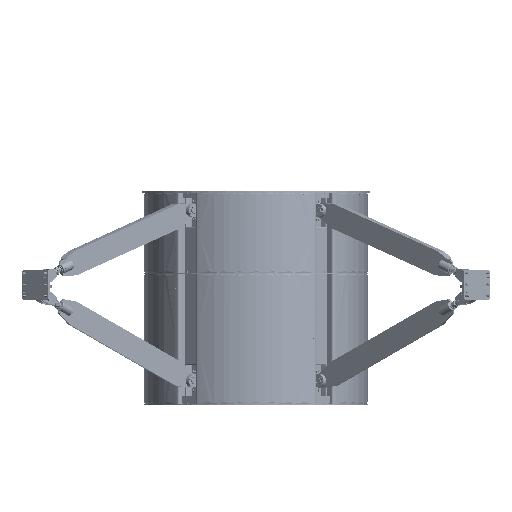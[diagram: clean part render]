
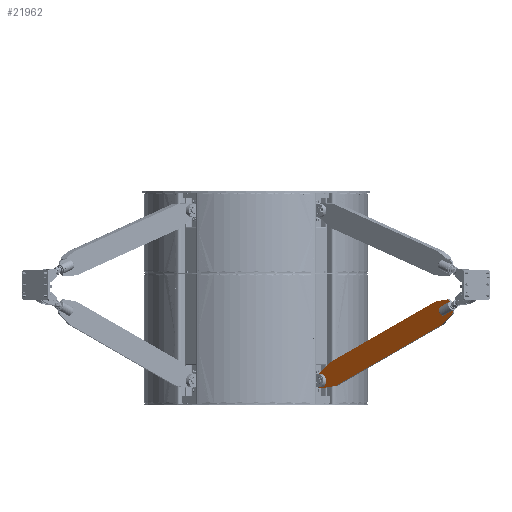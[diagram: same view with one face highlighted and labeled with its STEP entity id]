
A CAD part, left-side view. The second image highlights one B-rep face of the part: STEP entity #21962.
In plain terms, the highlighted face is planar.
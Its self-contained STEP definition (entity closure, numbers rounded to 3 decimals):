
#3016=FACE_BOUND('',#7578,.T.);
#3776=CIRCLE('',#23827,25.);
#3777=CIRCLE('',#23828,60.);
#3778=CIRCLE('',#23829,25.);
#3779=CIRCLE('',#23830,53.);
#5459=FACE_OUTER_BOUND('',#7577,.T.);
#7577=EDGE_LOOP('',(#19444,#19445,#19446,#19447,#19448,#19449,#19450,#19451,
#19452,#19453,#19454,#19455,#19456,#19457));
#7578=EDGE_LOOP('',(#19458));
#9088=LINE('',#56423,#10342);
#9091=LINE('',#56448,#10345);
#9092=LINE('',#56450,#10346);
#9093=LINE('',#56452,#10347);
#9094=LINE('',#56454,#10348);
#9095=LINE('',#56456,#10349);
#9096=LINE('',#56459,#10350);
#9097=LINE('',#56461,#10351);
#9098=LINE('',#56465,#10352);
#9099=LINE('',#56467,#10353);
#9100=LINE('',#56469,#10354);
#10342=VECTOR('',#28486,1299.);
#10345=VECTOR('',#28509,1.394);
#10346=VECTOR('',#28510,119.012);
#10347=VECTOR('',#28511,80.);
#10348=VECTOR('',#28512,119.027);
#10349=VECTOR('',#28513,1.393);
#10350=VECTOR('',#28516,136.108);
#10351=VECTOR('',#28517,162.114);
#10352=VECTOR('',#28520,162.114);
#10353=VECTOR('',#28521,1299.);
#10354=VECTOR('',#28522,136.108);
#12149=VERTEX_POINT('',#56419);
#12151=VERTEX_POINT('',#56422);
#12162=VERTEX_POINT('',#56446);
#12163=VERTEX_POINT('',#56447);
#12164=VERTEX_POINT('',#56449);
#12165=VERTEX_POINT('',#56451);
#12166=VERTEX_POINT('',#56453);
#12167=VERTEX_POINT('',#56455);
#12168=VERTEX_POINT('',#56457);
#12169=VERTEX_POINT('',#56460);
#12170=VERTEX_POINT('',#56462);
#12171=VERTEX_POINT('',#56464);
#12172=VERTEX_POINT('',#56466);
#12173=VERTEX_POINT('',#56468);
#12174=VERTEX_POINT('',#56471);
#14683=EDGE_CURVE('',#12149,#12151,#9088,.T.);
#14695=EDGE_CURVE('',#12162,#12163,#9091,.F.);
#14696=EDGE_CURVE('',#12162,#12164,#9092,.T.);
#14697=EDGE_CURVE('',#12164,#12165,#9093,.T.);
#14698=EDGE_CURVE('',#12166,#12165,#9094,.T.);
#14699=EDGE_CURVE('',#12167,#12166,#9095,.F.);
#14700=EDGE_CURVE('',#12168,#12167,#3776,.T.);
#14701=EDGE_CURVE('',#12151,#12168,#9096,.T.);
#14702=EDGE_CURVE('',#12169,#12149,#9097,.T.);
#14703=EDGE_CURVE('',#12170,#12169,#3777,.T.);
#14704=EDGE_CURVE('',#12171,#12170,#9098,.F.);
#14705=EDGE_CURVE('',#12172,#12171,#9099,.T.);
#14706=EDGE_CURVE('',#12173,#12172,#9100,.F.);
#14707=EDGE_CURVE('',#12163,#12173,#3778,.T.);
#14708=EDGE_CURVE('',#12174,#12174,#3779,.T.);
#19444=ORIENTED_EDGE('',*,*,#14695,.F.);
#19445=ORIENTED_EDGE('',*,*,#14696,.T.);
#19446=ORIENTED_EDGE('',*,*,#14697,.T.);
#19447=ORIENTED_EDGE('',*,*,#14698,.F.);
#19448=ORIENTED_EDGE('',*,*,#14699,.F.);
#19449=ORIENTED_EDGE('',*,*,#14700,.F.);
#19450=ORIENTED_EDGE('',*,*,#14701,.F.);
#19451=ORIENTED_EDGE('',*,*,#14683,.F.);
#19452=ORIENTED_EDGE('',*,*,#14702,.F.);
#19453=ORIENTED_EDGE('',*,*,#14703,.F.);
#19454=ORIENTED_EDGE('',*,*,#14704,.F.);
#19455=ORIENTED_EDGE('',*,*,#14705,.F.);
#19456=ORIENTED_EDGE('',*,*,#14706,.F.);
#19457=ORIENTED_EDGE('',*,*,#14707,.F.);
#19458=ORIENTED_EDGE('',*,*,#14708,.T.);
#20917=PLANE('',#23826);
#21962=ADVANCED_FACE('',(#5459,#3016),#20917,.F.);
#23826=AXIS2_PLACEMENT_3D('',#56445,#28507,#28508);
#23827=AXIS2_PLACEMENT_3D('',#56458,#28514,#28515);
#23828=AXIS2_PLACEMENT_3D('',#56463,#28518,#28519);
#23829=AXIS2_PLACEMENT_3D('',#56470,#28523,#28524);
#23830=AXIS2_PLACEMENT_3D('',#56472,#28525,#28526);
#28486=DIRECTION('',(0.,1.,0.));
#28507=DIRECTION('center_axis',(0.,0.,1.));
#28508=DIRECTION('ref_axis',(1.,0.,0.));
#28509=DIRECTION('',(0.707,-0.707,0.));
#28510=DIRECTION('',(0.,-1.,0.));
#28511=DIRECTION('',(1.,0.,0.));
#28512=DIRECTION('',(0.,-1.,0.));
#28513=DIRECTION('',(0.718,0.696,0.));
#28514=DIRECTION('center_axis',(0.,0.,1.));
#28515=DIRECTION('ref_axis',(-1.,0.,0.));
#28516=DIRECTION('',(-0.259,0.966,0.));
#28517=DIRECTION('',(0.259,0.966,0.));
#28518=DIRECTION('center_axis',(0.,0.,1.));
#28519=DIRECTION('ref_axis',(-1.,0.,0.));
#28520=DIRECTION('',(-0.259,0.966,0.));
#28521=DIRECTION('',(0.,-1.,0.));
#28522=DIRECTION('',(0.259,0.966,0.));
#28523=DIRECTION('center_axis',(0.,0.,1.));
#28524=DIRECTION('ref_axis',(-1.,0.,0.));
#28525=DIRECTION('center_axis',(0.,0.,1.));
#28526=DIRECTION('ref_axis',(-1.,0.,0.));
#56419=CARTESIAN_POINT('',(100.,41.,-8.));
#56422=CARTESIAN_POINT('',(100.,1340.,-8.));
#56423=CARTESIAN_POINT('',(100.,690.5,-8.));
#56445=CARTESIAN_POINT('Origin',(0.,0.,-8.));
#56446=CARTESIAN_POINT('',(-40.,1489.012,-8.));
#56447=CARTESIAN_POINT('',(-40.986,1489.997,-8.));
#56448=CARTESIAN_POINT('',(-40.493,1489.505,-8.));
#56449=CARTESIAN_POINT('',(-40.,1370.,-8.));
#56450=CARTESIAN_POINT('',(-40.,1429.506,-8.));
#56451=CARTESIAN_POINT('',(40.,1370.,-8.));
#56452=CARTESIAN_POINT('',(0.,1370.,-8.));
#56453=CARTESIAN_POINT('',(40.,1489.027,-8.));
#56454=CARTESIAN_POINT('',(40.,1429.513,-8.));
#56455=CARTESIAN_POINT('',(41.,1489.997,-8.));
#56456=CARTESIAN_POINT('',(40.5,1489.512,-8.));
#56457=CARTESIAN_POINT('',(64.773,1471.47,-8.));
#56458=CARTESIAN_POINT('Origin',(40.624,1465.,-8.));
#56459=CARTESIAN_POINT('',(82.386,1405.735,-8.));
#56460=CARTESIAN_POINT('',(57.946,-115.565,-8.));
#56461=CARTESIAN_POINT('',(78.973,-37.282,-8.));
#56462=CARTESIAN_POINT('',(-57.946,-115.565,-8.));
#56463=CARTESIAN_POINT('Origin',(0.,-100.,-8.));
#56464=CARTESIAN_POINT('',(-100.,41.,-8.));
#56465=CARTESIAN_POINT('',(-78.973,-37.282,-8.));
#56466=CARTESIAN_POINT('',(-100.,1340.,-8.));
#56467=CARTESIAN_POINT('',(-100.,690.5,-8.));
#56468=CARTESIAN_POINT('',(-64.773,1471.47,-8.));
#56469=CARTESIAN_POINT('',(-82.386,1405.735,-8.));
#56470=CARTESIAN_POINT('Origin',(-40.624,1465.,-8.));
#56471=CARTESIAN_POINT('',(-53.,-100.,-8.));
#56472=CARTESIAN_POINT('Origin',(0.,-100.,-8.));
